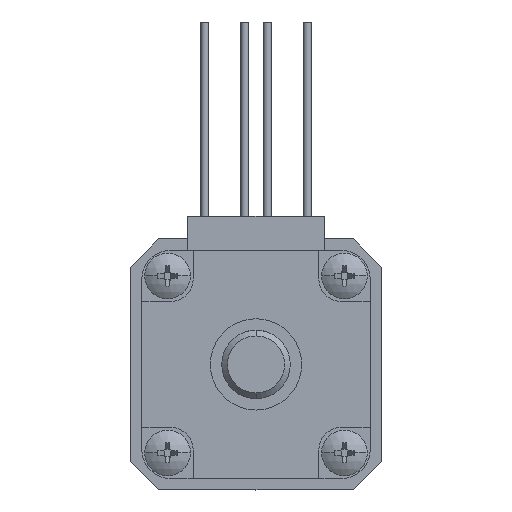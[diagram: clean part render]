
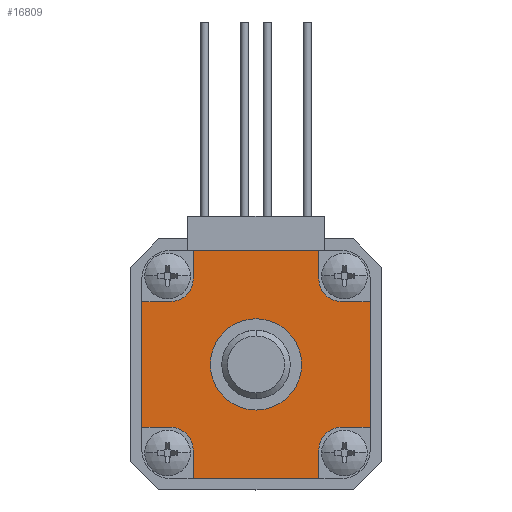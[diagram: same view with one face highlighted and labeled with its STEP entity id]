
A CAD part, front view. The second image highlights one B-rep face of the part: STEP entity #16809.
In plain terms, the highlighted planar face has unit normal (0, -1, 0).
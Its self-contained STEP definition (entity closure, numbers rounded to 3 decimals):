
#7 = VERTEX_POINT ( 'NONE', #11107 ) ;
#76 = VERTEX_POINT ( 'NONE', #15151 ) ;
#230 = VERTEX_POINT ( 'NONE', #5388 ) ;
#441 = EDGE_CURVE ( 'NONE', #5181, #7, #16501, .T. ) ;
#542 = DIRECTION ( 'NONE',  ( 0., 0., 1. ) ) ;
#739 = CARTESIAN_POINT ( 'NONE',  ( 10., 0., -5.5 ) ) ;
#829 = CARTESIAN_POINT ( 'NONE',  ( 7.5, 0., -5.5 ) ) ;
#839 = CARTESIAN_POINT ( 'NONE',  ( 0., 0., -4. ) ) ;
#850 = ORIENTED_EDGE ( 'NONE', *, *, #1614, .T. ) ;
#874 = VECTOR ( 'NONE', #10959, 1000. ) ;
#956 = AXIS2_PLACEMENT_3D ( 'NONE', #5677, #8249, #542 ) ;
#981 = VERTEX_POINT ( 'NONE', #13604 ) ;
#1046 = EDGE_CURVE ( 'NONE', #14385, #76, #2223, .T. ) ;
#1187 = CIRCLE ( 'NONE', #16237, 2. ) ;
#1375 = CARTESIAN_POINT ( 'NONE',  ( -7.5, 0., -5.5 ) ) ;
#1405 = EDGE_CURVE ( 'NONE', #7406, #16449, #2827, .T. ) ;
#1417 = ORIENTED_EDGE ( 'NONE', *, *, #441, .F. ) ;
#1437 = CARTESIAN_POINT ( 'NONE',  ( -5.5, 0., -10. ) ) ;
#1573 = CARTESIAN_POINT ( 'NONE',  ( -5.5, 0., -7.5 ) ) ;
#1594 = FACE_OUTER_BOUND ( 'NONE', #10846, .T. ) ;
#1614 = EDGE_CURVE ( 'NONE', #981, #16006, #13490, .T. ) ;
#1844 = VECTOR ( 'NONE', #7283, 1000. ) ;
#2223 = LINE ( 'NONE', #10003, #12830 ) ;
#2242 = VERTEX_POINT ( 'NONE', #3327 ) ;
#2351 = VERTEX_POINT ( 'NONE', #829 ) ;
#2492 = CARTESIAN_POINT ( 'NONE',  ( -10., 0., -5.5 ) ) ;
#2809 = ORIENTED_EDGE ( 'NONE', *, *, #16528, .T. ) ;
#2827 = LINE ( 'NONE', #14552, #10347 ) ;
#2853 = ORIENTED_EDGE ( 'NONE', *, *, #13275, .T. ) ;
#3062 = EDGE_CURVE ( 'NONE', #8991, #2242, #10254, .T. ) ;
#3142 = VECTOR ( 'NONE', #12616, 1000. ) ;
#3327 = CARTESIAN_POINT ( 'NONE',  ( -10., 0., 5.5 ) ) ;
#3579 = CARTESIAN_POINT ( 'NONE',  ( -7.5, 0., 7.5 ) ) ;
#3804 = DIRECTION ( 'NONE',  ( -1., 0., 0. ) ) ;
#4008 = DIRECTION ( 'NONE',  ( 0., 0., 1. ) ) ;
#4240 = CARTESIAN_POINT ( 'NONE',  ( -7.5, 0., 5.5 ) ) ;
#4639 = AXIS2_PLACEMENT_3D ( 'NONE', #4777, #13915, #7092 ) ;
#4640 = DIRECTION ( 'NONE',  ( 0., 0., 1. ) ) ;
#4777 = CARTESIAN_POINT ( 'NONE',  ( 0., 0., 0. ) ) ;
#5142 = CARTESIAN_POINT ( 'NONE',  ( 10., 0., 5.5 ) ) ;
#5181 = VERTEX_POINT ( 'NONE', #7671 ) ;
#5214 = CARTESIAN_POINT ( 'NONE',  ( -5.5, 0., 7.5 ) ) ;
#5388 = CARTESIAN_POINT ( 'NONE',  ( 7.5, 0., 5.5 ) ) ;
#5470 = AXIS2_PLACEMENT_3D ( 'NONE', #14781, #16061, #4008 ) ;
#5512 = EDGE_CURVE ( 'NONE', #16006, #2242, #13972, .T. ) ;
#5534 = PLANE ( 'NONE',  #5470 ) ;
#5677 = CARTESIAN_POINT ( 'NONE',  ( 0., 0., 0. ) ) ;
#5842 = CIRCLE ( 'NONE', #6960, 2. ) ;
#6058 = DIRECTION ( 'NONE',  ( 0., 1., 0. ) ) ;
#6107 = EDGE_CURVE ( 'NONE', #14385, #7926, #12732, .T. ) ;
#6108 = CARTESIAN_POINT ( 'NONE',  ( 7.5, 0., 7.5 ) ) ;
#6114 = ORIENTED_EDGE ( 'NONE', *, *, #6107, .F. ) ;
#6284 = EDGE_CURVE ( 'NONE', #76, #2351, #8451, .T. ) ;
#6289 = VERTEX_POINT ( 'NONE', #1375 ) ;
#6839 = ORIENTED_EDGE ( 'NONE', *, *, #6284, .T. ) ;
#6852 = DIRECTION ( 'NONE',  ( 0., 0., -1. ) ) ;
#6960 = AXIS2_PLACEMENT_3D ( 'NONE', #6108, #11317, #11228 ) ;
#7092 = DIRECTION ( 'NONE',  ( 0., 0., 1. ) ) ;
#7228 = EDGE_CURVE ( 'NONE', #10892, #7, #11286, .T. ) ;
#7283 = DIRECTION ( 'NONE',  ( 0., 0., -1. ) ) ;
#7406 = VERTEX_POINT ( 'NONE', #5142 ) ;
#7448 = ORIENTED_EDGE ( 'NONE', *, *, #3062, .F. ) ;
#7671 = CARTESIAN_POINT ( 'NONE',  ( -5.5, 0., 10. ) ) ;
#7713 = DIRECTION ( 'NONE',  ( 0., 0., 1. ) ) ;
#7715 = CARTESIAN_POINT ( 'NONE',  ( -7.5, 0., -10. ) ) ;
#7716 = DIRECTION ( 'NONE',  ( 1., 0., 0. ) ) ;
#7722 = CARTESIAN_POINT ( 'NONE',  ( 10., 0., -5.5 ) ) ;
#7734 = CARTESIAN_POINT ( 'NONE',  ( -10., 0., 5.5 ) ) ;
#7926 = VERTEX_POINT ( 'NONE', #1437 ) ;
#8249 = DIRECTION ( 'NONE',  ( 0., 1., 0. ) ) ;
#8451 = CIRCLE ( 'NONE', #16657, 2. ) ;
#8478 = CARTESIAN_POINT ( 'NONE',  ( 10., 0., 5.5 ) ) ;
#8590 = VECTOR ( 'NONE', #7713, 1000. ) ;
#8641 = LINE ( 'NONE', #8478, #9757 ) ;
#8681 = VERTEX_POINT ( 'NONE', #839 ) ;
#8784 = DIRECTION ( 'NONE',  ( 0., 1., 0. ) ) ;
#8799 = LINE ( 'NONE', #5214, #13786 ) ;
#8813 = ORIENTED_EDGE ( 'NONE', *, *, #11005, .T. ) ;
#8974 = VECTOR ( 'NONE', #7716, 1000. ) ;
#8991 = VERTEX_POINT ( 'NONE', #10506 ) ;
#9079 = DIRECTION ( 'NONE',  ( -1., 0., 0. ) ) ;
#9142 = ORIENTED_EDGE ( 'NONE', *, *, #13685, .T. ) ;
#9236 = CARTESIAN_POINT ( 'NONE',  ( 5.5, 0., 7.5 ) ) ;
#9711 = CIRCLE ( 'NONE', #956, 4. ) ;
#9757 = VECTOR ( 'NONE', #14026, 1000. ) ;
#9788 = VECTOR ( 'NONE', #3804, 1000. ) ;
#9841 = LINE ( 'NONE', #13942, #1844 ) ;
#9842 = ORIENTED_EDGE ( 'NONE', *, *, #11839, .T. ) ;
#9927 = EDGE_CURVE ( 'NONE', #8681, #14828, #9711, .T. ) ;
#10003 = CARTESIAN_POINT ( 'NONE',  ( 5.5, 0., -7.5 ) ) ;
#10056 = LINE ( 'NONE', #739, #13859 ) ;
#10254 = LINE ( 'NONE', #14212, #8590 ) ;
#10333 = DIRECTION ( 'NONE',  ( 0., 0., -1. ) ) ;
#10347 = VECTOR ( 'NONE', #6852, 1000. ) ;
#10426 = DIRECTION ( 'NONE',  ( 0., 1., 0. ) ) ;
#10506 = CARTESIAN_POINT ( 'NONE',  ( -10., 0., -5.5 ) ) ;
#10534 = EDGE_CURVE ( 'NONE', #6289, #11310, #1187, .T. ) ;
#10610 = DIRECTION ( 'NONE',  ( 0., 0., 1. ) ) ;
#10702 = EDGE_LOOP ( 'NONE', ( #15925, #2809 ) ) ;
#10846 = EDGE_LOOP ( 'NONE', ( #9842, #850, #11959, #7448, #9142, #14288, #11387, #6114, #12463, #6839, #2853, #15960, #14629, #8813, #11465, #1417 ) ) ;
#10892 = VERTEX_POINT ( 'NONE', #9236 ) ;
#10959 = DIRECTION ( 'NONE',  ( 0., 0., 1. ) ) ;
#11005 = EDGE_CURVE ( 'NONE', #230, #10892, #5842, .T. ) ;
#11107 = CARTESIAN_POINT ( 'NONE',  ( 5.5, 0., 10. ) ) ;
#11228 = DIRECTION ( 'NONE',  ( 0., 0., -1. ) ) ;
#11286 = LINE ( 'NONE', #13780, #874 ) ;
#11310 = VERTEX_POINT ( 'NONE', #1573 ) ;
#11317 = DIRECTION ( 'NONE',  ( 0., 1., 0. ) ) ;
#11387 = ORIENTED_EDGE ( 'NONE', *, *, #13047, .T. ) ;
#11465 = ORIENTED_EDGE ( 'NONE', *, *, #7228, .T. ) ;
#11839 = EDGE_CURVE ( 'NONE', #5181, #981, #8799, .T. ) ;
#11888 = CARTESIAN_POINT ( 'NONE',  ( 7.5, 0., -7.5 ) ) ;
#11959 = ORIENTED_EDGE ( 'NONE', *, *, #5512, .T. ) ;
#12001 = CIRCLE ( 'NONE', #4639, 4. ) ;
#12370 = CARTESIAN_POINT ( 'NONE',  ( -7.5, 0., 10. ) ) ;
#12463 = ORIENTED_EDGE ( 'NONE', *, *, #1046, .T. ) ;
#12616 = DIRECTION ( 'NONE',  ( 1., 0., 0. ) ) ;
#12732 = LINE ( 'NONE', #7715, #15006 ) ;
#12830 = VECTOR ( 'NONE', #4640, 1000. ) ;
#13047 = EDGE_CURVE ( 'NONE', #11310, #7926, #9841, .T. ) ;
#13069 = EDGE_CURVE ( 'NONE', #7406, #230, #8641, .T. ) ;
#13228 = FACE_BOUND ( 'NONE', #10702, .T. ) ;
#13275 = EDGE_CURVE ( 'NONE', #2351, #16449, #10056, .T. ) ;
#13490 = CIRCLE ( 'NONE', #16555, 2. ) ;
#13604 = CARTESIAN_POINT ( 'NONE',  ( -5.5, 0., 7.5 ) ) ;
#13685 = EDGE_CURVE ( 'NONE', #8991, #6289, #14215, .T. ) ;
#13780 = CARTESIAN_POINT ( 'NONE',  ( 5.5, 0., 7.5 ) ) ;
#13786 = VECTOR ( 'NONE', #10333, 1000. ) ;
#13859 = VECTOR ( 'NONE', #15290, 1000. ) ;
#13915 = DIRECTION ( 'NONE',  ( 0., 1., 0. ) ) ;
#13937 = CARTESIAN_POINT ( 'NONE',  ( -7.5, 0., -7.5 ) ) ;
#13942 = CARTESIAN_POINT ( 'NONE',  ( -5.5, 0., -7.5 ) ) ;
#13972 = LINE ( 'NONE', #7734, #9788 ) ;
#14004 = DIRECTION ( 'NONE',  ( 0., 0., 1. ) ) ;
#14026 = DIRECTION ( 'NONE',  ( -1., 0., 0. ) ) ;
#14212 = CARTESIAN_POINT ( 'NONE',  ( -10., 0., 7.5 ) ) ;
#14215 = LINE ( 'NONE', #2492, #8974 ) ;
#14288 = ORIENTED_EDGE ( 'NONE', *, *, #10534, .T. ) ;
#14346 = CARTESIAN_POINT ( 'NONE',  ( 5.5, 0., -10. ) ) ;
#14385 = VERTEX_POINT ( 'NONE', #14346 ) ;
#14552 = CARTESIAN_POINT ( 'NONE',  ( 10., 0., 7.5 ) ) ;
#14629 = ORIENTED_EDGE ( 'NONE', *, *, #13069, .T. ) ;
#14781 = CARTESIAN_POINT ( 'NONE',  ( -7.5, 0., 7.5 ) ) ;
#14828 = VERTEX_POINT ( 'NONE', #16017 ) ;
#15006 = VECTOR ( 'NONE', #9079, 1000. ) ;
#15151 = CARTESIAN_POINT ( 'NONE',  ( 5.5, 0., -7.5 ) ) ;
#15290 = DIRECTION ( 'NONE',  ( 1., 0., 0. ) ) ;
#15925 = ORIENTED_EDGE ( 'NONE', *, *, #9927, .T. ) ;
#15960 = ORIENTED_EDGE ( 'NONE', *, *, #1405, .F. ) ;
#16006 = VERTEX_POINT ( 'NONE', #4240 ) ;
#16017 = CARTESIAN_POINT ( 'NONE',  ( 0., 0., 4. ) ) ;
#16061 = DIRECTION ( 'NONE',  ( 0., 1., 0. ) ) ;
#16237 = AXIS2_PLACEMENT_3D ( 'NONE', #13937, #6058, #16520 ) ;
#16449 = VERTEX_POINT ( 'NONE', #7722 ) ;
#16501 = LINE ( 'NONE', #12370, #3142 ) ;
#16520 = DIRECTION ( 'NONE',  ( 0., 0., -1. ) ) ;
#16528 = EDGE_CURVE ( 'NONE', #14828, #8681, #12001, .T. ) ;
#16555 = AXIS2_PLACEMENT_3D ( 'NONE', #3579, #8784, #14004 ) ;
#16657 = AXIS2_PLACEMENT_3D ( 'NONE', #11888, #10426, #10610 ) ;
#16809 = ADVANCED_FACE ( 'NONE', ( #13228, #1594 ), #5534, .F. ) ;
